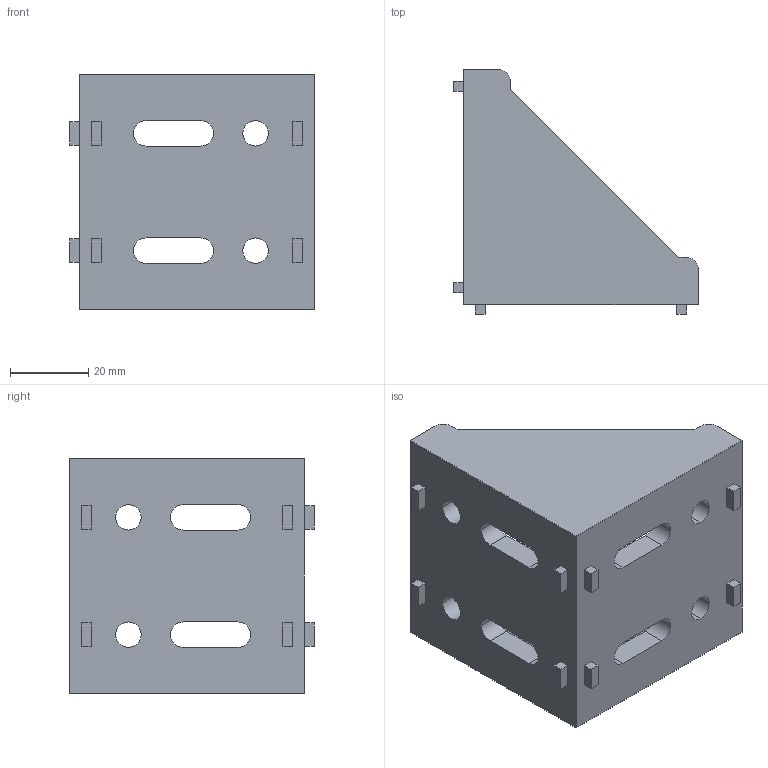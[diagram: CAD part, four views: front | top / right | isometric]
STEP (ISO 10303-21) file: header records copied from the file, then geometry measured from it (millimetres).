
FILE_DESCRIPTION (( 'STEP AP203' ), '1' );
FILE_NAME ('ALF-RC6060-6.step', '2024-08-13T09:15:51', ( '' ), ( '' ), 'SwSTEP 2.0', 'SolidWorks 2022', '' );
FILE_SCHEMA (( 'CONFIG_CONTROL_DESIGN' ));
Length unit declared in the file: millimetre
Products named in the file (1): ALF-RC6060-6
Bounding box: 62.5 x 62.5 x 60 mm (x, y, z)
Volume: 49824.3 mm3; surface area: 22409.7 mm2
Topology: 1 solids, 1 shells, 86 faces, 228 edges, 152 vertices
Faces by surface type: plane 64, cylinder 22
Entity records: 2765 total; most frequent: CARTESIAN_POINT 467, ORIENTED_EDGE 456, DIRECTION 446, EDGE_CURVE 228, VECTOR 184, LINE 184, VERTEX_POINT 152, AXIS2_PLACEMENT_3D 131
